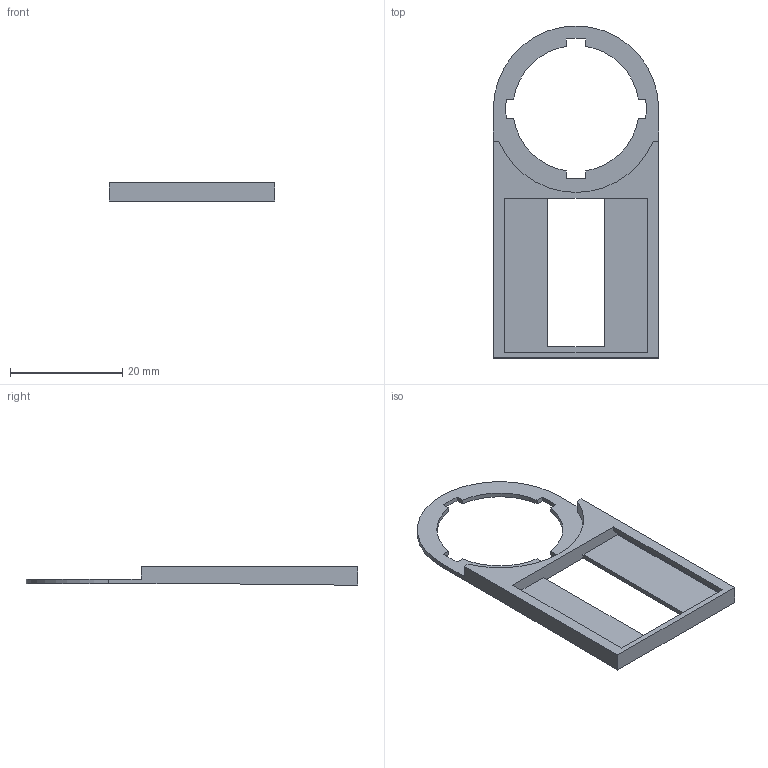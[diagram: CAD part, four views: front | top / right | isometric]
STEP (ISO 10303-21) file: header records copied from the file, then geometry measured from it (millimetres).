
FILE_DESCRIPTION(('CATIA V5R20 STEP214'),'2;1');
FILE_NAME ('D1456107_0', '2015-03-25T12:05:11+00:00', ('Weidmueller Interface'), ('Weidmueller'), 'CATIA Version 5 Release 20 SP 5 (IN-10)', 'CATIA V5 STEP AP214', 'none');
FILE_SCHEMA(('AUTOMOTIVE_DESIGN { 1 0 10303 214 1 1 1 1 }'));
Length unit declared in the file: millimetre
Products named in the file (1): SM-H 27/27
Bounding box: 29.5 x 59.25 x 3.3 mm (x, y, z)
Volume: 1292.7 mm3; surface area: 2901.8 mm2
Topology: 1 solids, 1 shells, 42 faces, 130 edges, 90 vertices
Faces by surface type: plane 32, cylinder 10
Entity records: 1395 total; most frequent: ORIENTED_EDGE 260, CARTESIAN_POINT 249, DIRECTION 186, EDGE_CURVE 130, VECTOR 110, LINE 110, VERTEX_POINT 90, AXIS2_PLACEMENT_3D 49
